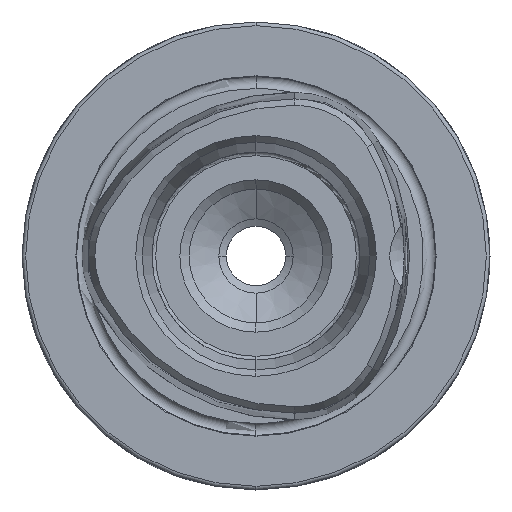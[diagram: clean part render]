
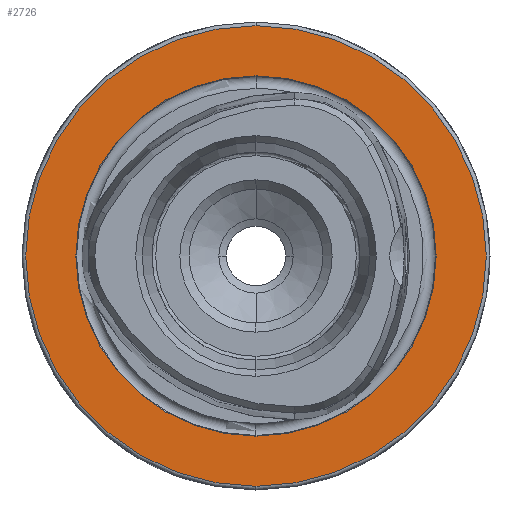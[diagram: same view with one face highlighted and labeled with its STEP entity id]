
A CAD part, left-side view. The second image highlights one B-rep face of the part: STEP entity #2726.
In plain terms, the highlighted planar face has unit normal (-1, 0, 0).
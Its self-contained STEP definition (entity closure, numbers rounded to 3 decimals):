
#42 = EDGE_CURVE ( 'NONE', #2513, #3917, #2417, .T. ) ;
#176 = CARTESIAN_POINT ( 'NONE',  ( 0., 24.25, 0. ) ) ;
#382 = DIRECTION ( 'NONE',  ( 0., 0., 1. ) ) ;
#390 = DIRECTION ( 'NONE',  ( 0., 0., 1. ) ) ;
#664 = DIRECTION ( 'NONE',  ( -1., 0., 0. ) ) ;
#714 = EDGE_CURVE ( 'NONE', #6861, #6910, #1716, .T. ) ;
#740 = DIRECTION ( 'NONE',  ( 0., 0., -1. ) ) ;
#1201 = CARTESIAN_POINT ( 'NONE',  ( 0., 0., -31. ) ) ;
#1243 = CARTESIAN_POINT ( 'NONE',  ( 0., 0., 0. ) ) ;
#1716 = CIRCLE ( 'NONE', #5220, 31. ) ;
#2413 = CARTESIAN_POINT ( 'NONE',  ( 0., 0., 31. ) ) ;
#2417 = CIRCLE ( 'NONE', #6841, 24.25 ) ;
#2513 = VERTEX_POINT ( 'NONE', #5402 ) ;
#2594 = DIRECTION ( 'NONE',  ( -1., 0., 0. ) ) ;
#2726 = ADVANCED_FACE ( 'NONE', ( #4661, #6562 ), #6747, .F. ) ;
#2781 = ORIENTED_EDGE ( 'NONE', *, *, #5571, .F. ) ;
#2960 = CIRCLE ( 'NONE', #6896, 31. ) ;
#3424 = EDGE_CURVE ( 'NONE', #6910, #6861, #2960, .T. ) ;
#3480 = AXIS2_PLACEMENT_3D ( 'NONE', #5950, #3662, #382 ) ;
#3662 = DIRECTION ( 'NONE',  ( -1., 0., 0. ) ) ;
#3699 = ORIENTED_EDGE ( 'NONE', *, *, #3424, .T. ) ;
#3700 = CARTESIAN_POINT ( 'NONE',  ( 0., 0., 0. ) ) ;
#3739 = DIRECTION ( 'NONE',  ( 0., 0., 1. ) ) ;
#3917 = VERTEX_POINT ( 'NONE', #5821 ) ;
#4259 = CARTESIAN_POINT ( 'NONE',  ( 0., 0., 0. ) ) ;
#4396 = EDGE_LOOP ( 'NONE', ( #3699, #4643 ) ) ;
#4609 = DIRECTION ( 'NONE',  ( 1., 0., 0. ) ) ;
#4643 = ORIENTED_EDGE ( 'NONE', *, *, #714, .T. ) ;
#4661 = FACE_BOUND ( 'NONE', #4683, .T. ) ;
#4683 = EDGE_LOOP ( 'NONE', ( #5428, #2781 ) ) ;
#5134 = AXIS2_PLACEMENT_3D ( 'NONE', #176, #4609, #740 ) ;
#5220 = AXIS2_PLACEMENT_3D ( 'NONE', #1243, #664, #5564 ) ;
#5357 = DIRECTION ( 'NONE',  ( -1., 0., 0. ) ) ;
#5402 = CARTESIAN_POINT ( 'NONE',  ( 0., 0., 24.25 ) ) ;
#5428 = ORIENTED_EDGE ( 'NONE', *, *, #42, .F. ) ;
#5564 = DIRECTION ( 'NONE',  ( 0., 0., 1. ) ) ;
#5571 = EDGE_CURVE ( 'NONE', #3917, #2513, #6526, .T. ) ;
#5821 = CARTESIAN_POINT ( 'NONE',  ( 0., 0., -24.25 ) ) ;
#5950 = CARTESIAN_POINT ( 'NONE',  ( 0., 0., 0. ) ) ;
#6526 = CIRCLE ( 'NONE', #3480, 24.25 ) ;
#6562 = FACE_OUTER_BOUND ( 'NONE', #4396, .T. ) ;
#6747 = PLANE ( 'NONE',  #5134 ) ;
#6841 = AXIS2_PLACEMENT_3D ( 'NONE', #4259, #2594, #3739 ) ;
#6861 = VERTEX_POINT ( 'NONE', #1201 ) ;
#6896 = AXIS2_PLACEMENT_3D ( 'NONE', #3700, #5357, #390 ) ;
#6910 = VERTEX_POINT ( 'NONE', #2413 ) ;
